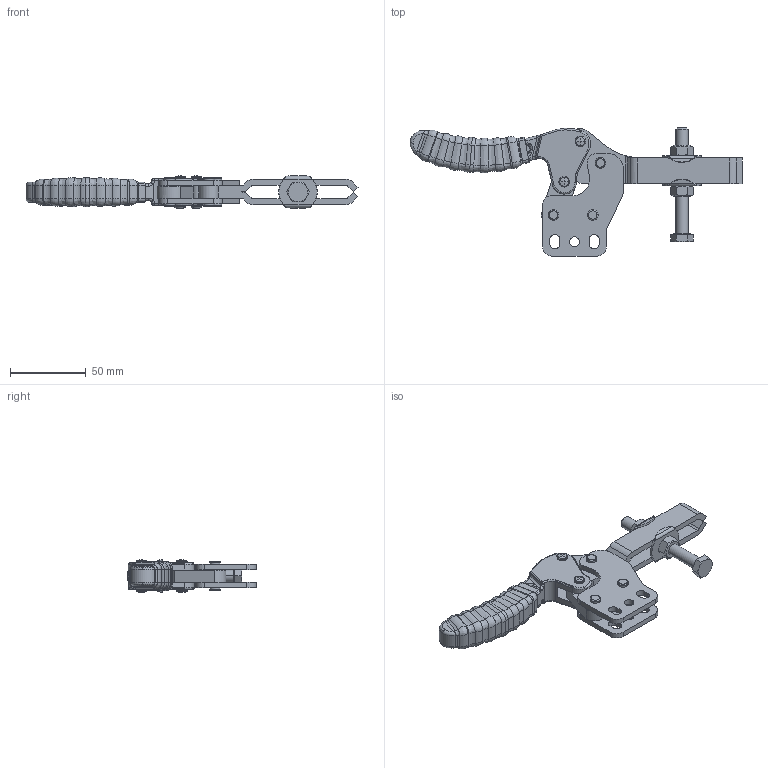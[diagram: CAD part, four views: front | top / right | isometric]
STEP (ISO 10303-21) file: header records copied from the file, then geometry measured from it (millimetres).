
FILE_DESCRIPTION(('CATIA V5 STEP Exchange'),'2;1');
FILE_NAME('HORIZONTALSPANNER_TS_H_255_U_357873.stp','2018-08-16T11:57:46+00:00',('none'),('none'),'CATIA Version 5 Release 19 SP 9 (IN-10)','CATIA V5 STEP AP214','none');
FILE_SCHEMA(('AUTOMOTIVE_DESIGN { 1 0 10303 214 1 1 1 1 }'));
Length unit declared in the file: millimetre
Products named in the file (1): HORIZONTALSPANNER_TS_H_255_U_357873
Bounding box: 219.25 x 84.6 x 21.65 mm (x, y, z)
Volume: 82845 mm3; surface area: 40125 mm2
Topology: 1 solids, 1 shells, 708 faces, 1787 edges, 1090 vertices
Faces by surface type: bspline 195, cylinder 194, plane 191, torus 98, cone 18, sphere 12
Entity records: 29069 total; most frequent: CARTESIAN_POINT 14375, ORIENTED_EDGE 3558, DIRECTION 1980, EDGE_CURVE 1779, VERTEX_POINT 1090, AXIS2_PLACEMENT_3D 929, EDGE_LOOP 753, ADVANCED_FACE 708
